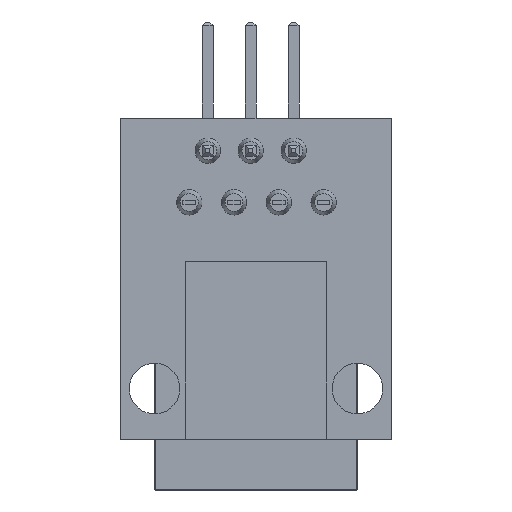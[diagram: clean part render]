
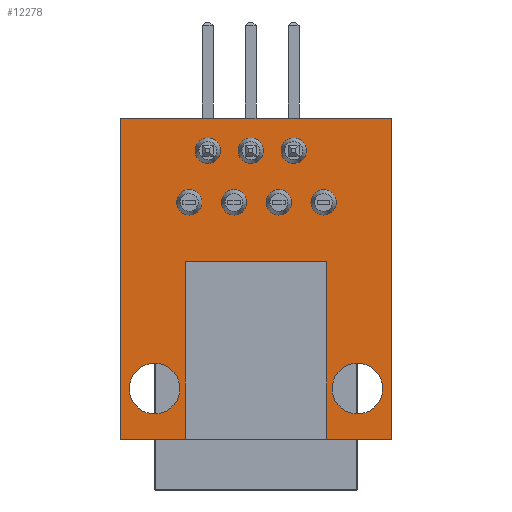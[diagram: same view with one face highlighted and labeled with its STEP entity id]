
A CAD part, front view. The second image highlights one B-rep face of the part: STEP entity #12278.
In plain terms, the highlighted planar face has unit normal (0, -1, 0).
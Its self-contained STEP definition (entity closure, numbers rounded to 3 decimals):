
#335=CIRCLE('',#13033,0.75);
#336=CIRCLE('',#13034,0.75);
#337=CIRCLE('',#13035,0.75);
#338=CIRCLE('',#13036,0.75);
#339=CIRCLE('',#13037,0.75);
#340=CIRCLE('',#13038,0.75);
#341=CIRCLE('',#13039,0.75);
#342=CIRCLE('',#13040,1.5);
#343=CIRCLE('',#13041,1.5);
#344=CIRCLE('',#13042,1.5);
#345=CIRCLE('',#13043,1.5);
#716=FACE_BOUND('',#1610,.T.);
#717=FACE_BOUND('',#1611,.T.);
#718=FACE_BOUND('',#1612,.T.);
#719=FACE_BOUND('',#1613,.T.);
#720=FACE_BOUND('',#1614,.T.);
#721=FACE_BOUND('',#1615,.T.);
#722=FACE_BOUND('',#1616,.T.);
#723=FACE_BOUND('',#1617,.T.);
#724=FACE_BOUND('',#1618,.T.);
#905=FACE_OUTER_BOUND('',#1609,.T.);
#1609=EDGE_LOOP('',(#8334,#8335,#8336,#8337,#8338,#8339,#8340,#8341));
#1610=EDGE_LOOP('',(#8342));
#1611=EDGE_LOOP('',(#8343));
#1612=EDGE_LOOP('',(#8344));
#1613=EDGE_LOOP('',(#8345));
#1614=EDGE_LOOP('',(#8346));
#1615=EDGE_LOOP('',(#8347));
#1616=EDGE_LOOP('',(#8348));
#1617=EDGE_LOOP('',(#8349,#8350));
#1618=EDGE_LOOP('',(#8351,#8352));
#2508=LINE('',#19190,#3818);
#2511=LINE('',#19195,#3821);
#2515=LINE('',#19203,#3825);
#2517=LINE('',#19207,#3827);
#2519=LINE('',#19210,#3829);
#2520=LINE('',#19214,#3830);
#2521=LINE('',#19215,#3831);
#2522=LINE('',#19216,#3832);
#3818=VECTOR('',#14495,19.);
#3821=VECTOR('',#14500,3.804);
#3825=VECTOR('',#14504,3.804);
#3827=VECTOR('',#14508,19.);
#3829=VECTOR('',#14512,16.);
#3830=VECTOR('',#14515,8.393);
#3831=VECTOR('',#14516,10.531);
#3832=VECTOR('',#14517,10.531);
#5131=VERTEX_POINT('',#19188);
#5132=VERTEX_POINT('',#19189);
#5133=VERTEX_POINT('',#19194);
#5136=VERTEX_POINT('',#19200);
#5137=VERTEX_POINT('',#19202);
#5138=VERTEX_POINT('',#19206);
#5139=VERTEX_POINT('',#19212);
#5140=VERTEX_POINT('',#19213);
#5141=VERTEX_POINT('',#19217);
#5142=VERTEX_POINT('',#19219);
#5143=VERTEX_POINT('',#19221);
#5144=VERTEX_POINT('',#19223);
#5145=VERTEX_POINT('',#19225);
#5146=VERTEX_POINT('',#19227);
#5147=VERTEX_POINT('',#19229);
#5148=VERTEX_POINT('',#19231);
#5149=VERTEX_POINT('',#19232);
#5150=VERTEX_POINT('',#19235);
#5151=VERTEX_POINT('',#19236);
#6298=EDGE_CURVE('',#5131,#5132,#2508,.T.);
#6301=EDGE_CURVE('',#5132,#5133,#2511,.T.);
#6305=EDGE_CURVE('',#5136,#5137,#2515,.T.);
#6307=EDGE_CURVE('',#5137,#5138,#2517,.T.);
#6309=EDGE_CURVE('',#5138,#5131,#2519,.T.);
#6310=EDGE_CURVE('',#5139,#5140,#2520,.T.);
#6311=EDGE_CURVE('',#5133,#5139,#2521,.T.);
#6312=EDGE_CURVE('',#5140,#5136,#2522,.T.);
#6313=EDGE_CURVE('',#5141,#5141,#335,.F.);
#6314=EDGE_CURVE('',#5142,#5142,#336,.F.);
#6315=EDGE_CURVE('',#5143,#5143,#337,.F.);
#6316=EDGE_CURVE('',#5144,#5144,#338,.F.);
#6317=EDGE_CURVE('',#5145,#5145,#339,.F.);
#6318=EDGE_CURVE('',#5146,#5146,#340,.F.);
#6319=EDGE_CURVE('',#5147,#5147,#341,.F.);
#6320=EDGE_CURVE('',#5148,#5149,#342,.T.);
#6321=EDGE_CURVE('',#5149,#5148,#343,.T.);
#6322=EDGE_CURVE('',#5150,#5151,#344,.T.);
#6323=EDGE_CURVE('',#5151,#5150,#345,.T.);
#8334=ORIENTED_EDGE('',*,*,#6310,.F.);
#8335=ORIENTED_EDGE('',*,*,#6311,.F.);
#8336=ORIENTED_EDGE('',*,*,#6301,.F.);
#8337=ORIENTED_EDGE('',*,*,#6298,.F.);
#8338=ORIENTED_EDGE('',*,*,#6309,.F.);
#8339=ORIENTED_EDGE('',*,*,#6307,.F.);
#8340=ORIENTED_EDGE('',*,*,#6305,.F.);
#8341=ORIENTED_EDGE('',*,*,#6312,.F.);
#8342=ORIENTED_EDGE('',*,*,#6313,.F.);
#8343=ORIENTED_EDGE('',*,*,#6314,.F.);
#8344=ORIENTED_EDGE('',*,*,#6315,.F.);
#8345=ORIENTED_EDGE('',*,*,#6316,.F.);
#8346=ORIENTED_EDGE('',*,*,#6317,.F.);
#8347=ORIENTED_EDGE('',*,*,#6318,.F.);
#8348=ORIENTED_EDGE('',*,*,#6319,.F.);
#8349=ORIENTED_EDGE('',*,*,#6320,.T.);
#8350=ORIENTED_EDGE('',*,*,#6321,.T.);
#8351=ORIENTED_EDGE('',*,*,#6322,.T.);
#8352=ORIENTED_EDGE('',*,*,#6323,.T.);
#11150=PLANE('',#13032);
#12278=ADVANCED_FACE('',(#905,#716,#717,#718,#719,#720,#721,#722,#723,#724),
#11150,.F.);
#13032=AXIS2_PLACEMENT_3D('',#19211,#14513,#14514);
#13033=AXIS2_PLACEMENT_3D('',#19218,#14518,#14519);
#13034=AXIS2_PLACEMENT_3D('',#19220,#14520,#14521);
#13035=AXIS2_PLACEMENT_3D('',#19222,#14522,#14523);
#13036=AXIS2_PLACEMENT_3D('',#19224,#14524,#14525);
#13037=AXIS2_PLACEMENT_3D('',#19226,#14526,#14527);
#13038=AXIS2_PLACEMENT_3D('',#19228,#14528,#14529);
#13039=AXIS2_PLACEMENT_3D('',#19230,#14530,#14531);
#13040=AXIS2_PLACEMENT_3D('',#19233,#14532,#14533);
#13041=AXIS2_PLACEMENT_3D('',#19234,#14534,#14535);
#13042=AXIS2_PLACEMENT_3D('',#19237,#14536,#14537);
#13043=AXIS2_PLACEMENT_3D('',#19238,#14538,#14539);
#14495=DIRECTION('',(0.,0.,-1.));
#14500=DIRECTION('',(-1.,0.,0.));
#14504=DIRECTION('',(-1.,0.,0.));
#14508=DIRECTION('',(0.,0.,1.));
#14512=DIRECTION('',(1.,0.,0.));
#14513=DIRECTION('center_axis',(0.,1.,0.));
#14514=DIRECTION('ref_axis',(0.,0.,1.));
#14515=DIRECTION('',(-1.,0.,0.));
#14516=DIRECTION('',(0.,0.,1.));
#14517=DIRECTION('',(0.,0.,-1.));
#14518=DIRECTION('center_axis',(0.,1.,0.));
#14519=DIRECTION('ref_axis',(0.,0.,1.));
#14520=DIRECTION('center_axis',(0.,1.,0.));
#14521=DIRECTION('ref_axis',(0.,0.,1.));
#14522=DIRECTION('center_axis',(0.,1.,0.));
#14523=DIRECTION('ref_axis',(0.,0.,1.));
#14524=DIRECTION('center_axis',(0.,1.,0.));
#14525=DIRECTION('ref_axis',(0.,0.,1.));
#14526=DIRECTION('center_axis',(0.,1.,0.));
#14527=DIRECTION('ref_axis',(0.,0.,1.));
#14528=DIRECTION('center_axis',(0.,1.,0.));
#14529=DIRECTION('ref_axis',(0.,0.,1.));
#14530=DIRECTION('center_axis',(0.,1.,0.));
#14531=DIRECTION('ref_axis',(0.,0.,1.));
#14532=DIRECTION('center_axis',(0.,1.,0.));
#14533=DIRECTION('ref_axis',(0.,0.,1.));
#14534=DIRECTION('center_axis',(0.,1.,0.));
#14535=DIRECTION('ref_axis',(0.,0.,1.));
#14536=DIRECTION('center_axis',(0.,1.,0.));
#14537=DIRECTION('ref_axis',(0.,0.,1.));
#14538=DIRECTION('center_axis',(0.,1.,0.));
#14539=DIRECTION('ref_axis',(0.,0.,1.));
#19188=CARTESIAN_POINT('',(18.163,9.71,21.91));
#19189=CARTESIAN_POINT('',(18.163,9.71,2.91));
#19190=CARTESIAN_POINT('',(18.163,9.71,21.91));
#19194=CARTESIAN_POINT('',(14.36,9.71,2.91));
#19195=CARTESIAN_POINT('',(18.163,9.71,2.91));
#19200=CARTESIAN_POINT('',(5.967,9.71,2.91));
#19202=CARTESIAN_POINT('',(2.163,9.71,2.91));
#19203=CARTESIAN_POINT('',(5.967,9.71,2.91));
#19206=CARTESIAN_POINT('',(2.163,9.71,21.91));
#19207=CARTESIAN_POINT('',(2.163,9.71,2.91));
#19210=CARTESIAN_POINT('',(2.163,9.71,21.91));
#19211=CARTESIAN_POINT('Origin',(10.163,9.71,12.41));
#19212=CARTESIAN_POINT('',(14.36,9.71,13.442));
#19213=CARTESIAN_POINT('',(5.967,9.71,13.442));
#19214=CARTESIAN_POINT('',(14.36,9.71,13.442));
#19215=CARTESIAN_POINT('',(14.36,9.71,2.91));
#19216=CARTESIAN_POINT('',(5.967,9.71,13.442));
#19217=CARTESIAN_POINT('',(14.163,9.71,17.682));
#19218=CARTESIAN_POINT('Origin',(14.163,9.71,16.932));
#19219=CARTESIAN_POINT('',(11.513,9.71,17.682));
#19220=CARTESIAN_POINT('Origin',(11.513,9.71,16.932));
#19221=CARTESIAN_POINT('',(8.863,9.71,17.682));
#19222=CARTESIAN_POINT('Origin',(8.863,9.71,16.932));
#19223=CARTESIAN_POINT('',(6.213,9.71,17.682));
#19224=CARTESIAN_POINT('Origin',(6.213,9.71,16.932));
#19225=CARTESIAN_POINT('',(12.393,9.71,20.74));
#19226=CARTESIAN_POINT('Origin',(12.393,9.71,19.99));
#19227=CARTESIAN_POINT('',(9.853,9.71,20.74));
#19228=CARTESIAN_POINT('Origin',(9.853,9.71,19.99));
#19229=CARTESIAN_POINT('',(7.313,9.71,20.74));
#19230=CARTESIAN_POINT('Origin',(7.313,9.71,19.99));
#19231=CARTESIAN_POINT('',(4.163,9.71,7.41));
#19232=CARTESIAN_POINT('',(4.163,9.71,4.41));
#19233=CARTESIAN_POINT('Origin',(4.163,9.71,5.91));
#19234=CARTESIAN_POINT('Origin',(4.163,9.71,5.91));
#19235=CARTESIAN_POINT('',(16.163,9.71,7.41));
#19236=CARTESIAN_POINT('',(16.163,9.71,4.41));
#19237=CARTESIAN_POINT('Origin',(16.163,9.71,5.91));
#19238=CARTESIAN_POINT('Origin',(16.163,9.71,5.91));
